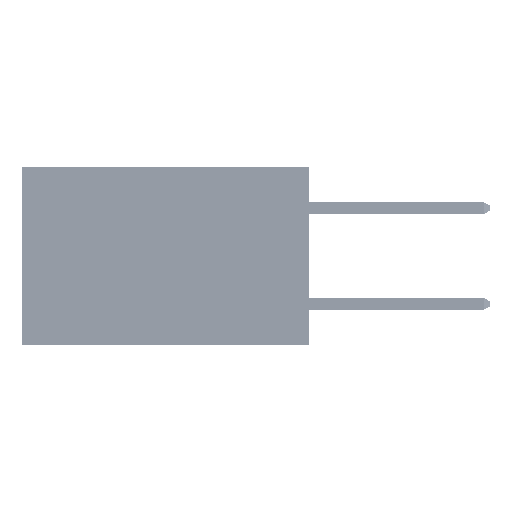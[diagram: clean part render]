
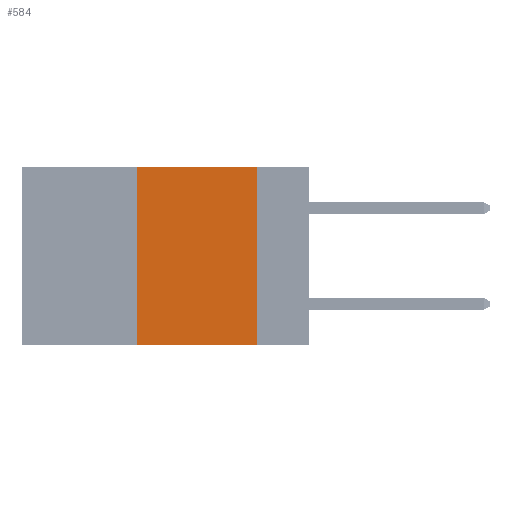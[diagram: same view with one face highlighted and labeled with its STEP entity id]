
A CAD part, left-side view. The second image highlights one B-rep face of the part: STEP entity #584.
In plain terms, the highlighted planar face has unit normal (-1, 0, 0).
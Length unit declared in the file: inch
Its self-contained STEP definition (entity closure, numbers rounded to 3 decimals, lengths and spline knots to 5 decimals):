
#584 = ADVANCED_FACE ( 'NONE', ( #39435 ), #17673, .F. ) ;
#770 = ORIENTED_EDGE ( 'NONE', *, *, #40124, .F. ) ;
#2201 = VECTOR ( 'NONE', #34778, 39.37008 ) ;
#2443 = CARTESIAN_POINT ( 'NONE',  ( 0., 0.36, 0. ) ) ;
#3114 = CARTESIAN_POINT ( 'NONE',  ( 0., 0.6, 0. ) ) ;
#5264 = DIRECTION ( 'NONE',  ( 0., -1., 0. ) ) ;
#5631 = LINE ( 'NONE', #31192, #2201 ) ;
#6017 = CARTESIAN_POINT ( 'NONE',  ( 0., 0.36, 0. ) ) ;
#6129 = DIRECTION ( 'NONE',  ( 0., -1., 0. ) ) ;
#8826 = VERTEX_POINT ( 'NONE', #10162 ) ;
#9898 = CARTESIAN_POINT ( 'NONE',  ( 0., 0.11, 0. ) ) ;
#10106 = VERTEX_POINT ( 'NONE', #11923 ) ;
#10162 = CARTESIAN_POINT ( 'NONE',  ( 0., 0.11, -0.37 ) ) ;
#11923 = CARTESIAN_POINT ( 'NONE',  ( 0., 0.36, -0.37 ) ) ;
#12678 = LINE ( 'NONE', #26782, #42377 ) ;
#14331 = DIRECTION ( 'NONE',  ( 0., 0., -1. ) ) ;
#15490 = ORIENTED_EDGE ( 'NONE', *, *, #25891, .F. ) ;
#16638 = LINE ( 'NONE', #31483, #30007 ) ;
#17673 = PLANE ( 'NONE',  #34710 ) ;
#18698 = EDGE_CURVE ( 'NONE', #10106, #8826, #12678, .T. ) ;
#22802 = VERTEX_POINT ( 'NONE', #2443 ) ;
#25891 = EDGE_CURVE ( 'NONE', #10106, #22802, #36117, .T. ) ;
#26782 = CARTESIAN_POINT ( 'NONE',  ( 0., 0.6, -0.37 ) ) ;
#27635 = EDGE_LOOP ( 'NONE', ( #770, #35336, #15490, #39089 ) ) ;
#28972 = VECTOR ( 'NONE', #39235, 39.37008 ) ;
#30007 = VECTOR ( 'NONE', #6129, 39.37008 ) ;
#30864 = EDGE_CURVE ( 'NONE', #22802, #31297, #16638, .T. ) ;
#31192 = CARTESIAN_POINT ( 'NONE',  ( 0., 0.11, 0. ) ) ;
#31297 = VERTEX_POINT ( 'NONE', #9898 ) ;
#31483 = CARTESIAN_POINT ( 'NONE',  ( 0., 0.6, 0. ) ) ;
#32501 = DIRECTION ( 'NONE',  ( 1., 0., 0. ) ) ;
#34710 = AXIS2_PLACEMENT_3D ( 'NONE', #3114, #32501, #14331 ) ;
#34778 = DIRECTION ( 'NONE',  ( 0., 0., -1. ) ) ;
#35336 = ORIENTED_EDGE ( 'NONE', *, *, #30864, .F. ) ;
#36117 = LINE ( 'NONE', #6017, #28972 ) ;
#39089 = ORIENTED_EDGE ( 'NONE', *, *, #18698, .T. ) ;
#39235 = DIRECTION ( 'NONE',  ( 0., 0., 1. ) ) ;
#39435 = FACE_OUTER_BOUND ( 'NONE', #27635, .T. ) ;
#40124 = EDGE_CURVE ( 'NONE', #31297, #8826, #5631, .T. ) ;
#42377 = VECTOR ( 'NONE', #5264, 39.37008 ) ;
